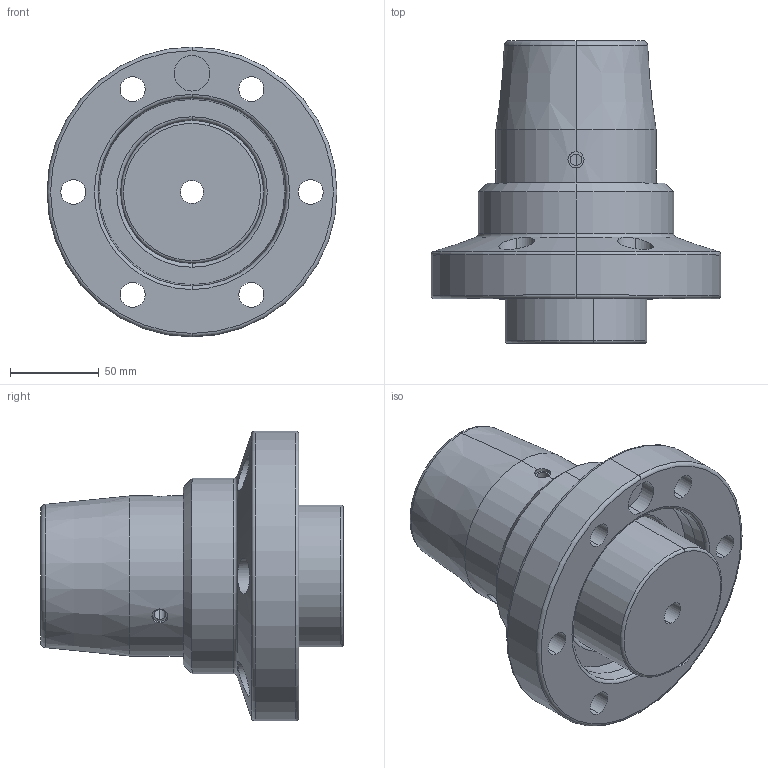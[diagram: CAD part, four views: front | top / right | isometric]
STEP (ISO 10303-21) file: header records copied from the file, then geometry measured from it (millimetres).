
FILE_DESCRIPTION (( 'STEP AP214' ), '1' );
FILE_NAME ('CPB-16CA6.STEP', '2020-04-27T06:49:03', ( 'COSH' ), ( '' ), 'SwSTEP 2.0', 'SolidWorks 2016', '' );
FILE_SCHEMA (( 'AUTOMOTIVE_DESIGN' ));
Length unit declared in the file: millimetre
Products named in the file (1): CPB-16CA6
Bounding box: 162.88 x 170 x 162.88 mm (x, y, z)
Volume: 1236299.6 mm3; surface area: 154109 mm2
Topology: 2 solids, 2 shells, 129 faces, 282 edges, 174 vertices
Faces by surface type: cylinder 70, plane 23, torus 22, cone 14
Entity records: 5993 total; most frequent: CARTESIAN_POINT 1561, DIRECTION 682, ORIENTED_EDGE 564, AXIS2_PLACEMENT_3D 298, EDGE_CURVE 282, VERTEX_POINT 174, CIRCLE 168, EDGE_LOOP 168
